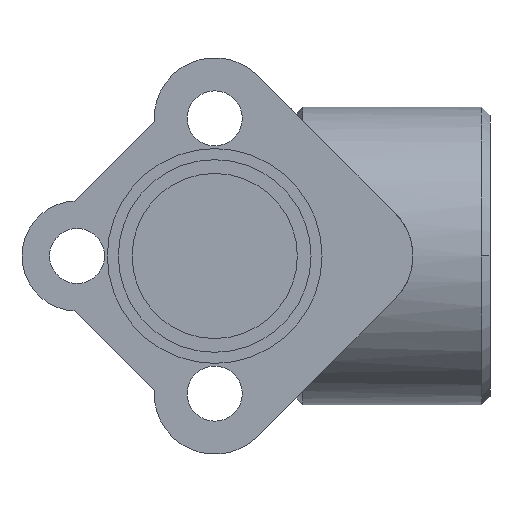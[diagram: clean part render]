
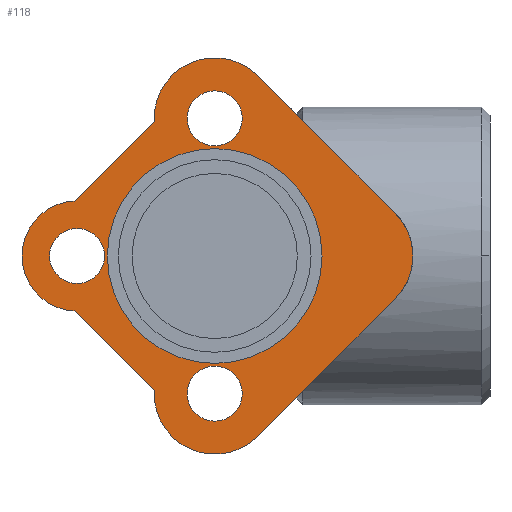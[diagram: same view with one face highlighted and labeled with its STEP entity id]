
A CAD part, front view. The second image highlights one B-rep face of the part: STEP entity #118.
In plain terms, the highlighted planar face has unit normal (0, -1, 0).
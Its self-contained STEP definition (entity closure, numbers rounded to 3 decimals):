
#118=ADVANCED_FACE('',(#212,#213,#214,#215,#216),#217,.F.);
#212=FACE_BOUND('',#310,.T.);
#213=FACE_BOUND('',#311,.T.);
#214=FACE_BOUND('',#312,.T.);
#215=FACE_BOUND('',#313,.T.);
#216=FACE_OUTER_BOUND('',#314,.T.);
#217=PLANE('',#315);
#310=EDGE_LOOP('',(#654,#655));
#311=EDGE_LOOP('',(#656,#657));
#312=EDGE_LOOP('',(#658,#659));
#313=EDGE_LOOP('',(#660,#661));
#314=EDGE_LOOP('',(#662,#663,#664,#665,#666,#667,#668,#669,#670,#671,#672));
#315=AXIS2_PLACEMENT_3D('',#673,#674,#675);
#654=ORIENTED_EDGE('',*,*,#740,.T.);
#655=ORIENTED_EDGE('',*,*,#739,.T.);
#656=ORIENTED_EDGE('',*,*,#746,.T.);
#657=ORIENTED_EDGE('',*,*,#727,.T.);
#658=ORIENTED_EDGE('',*,*,#748,.T.);
#659=ORIENTED_EDGE('',*,*,#723,.T.);
#660=ORIENTED_EDGE('',*,*,#750,.T.);
#661=ORIENTED_EDGE('',*,*,#719,.T.);
#662=ORIENTED_EDGE('',*,*,#777,.T.);
#663=ORIENTED_EDGE('',*,*,#687,.T.);
#664=ORIENTED_EDGE('',*,*,#780,.F.);
#665=ORIENTED_EDGE('',*,*,#789,.F.);
#666=ORIENTED_EDGE('',*,*,#679,.F.);
#667=ORIENTED_EDGE('',*,*,#788,.T.);
#668=ORIENTED_EDGE('',*,*,#786,.F.);
#669=ORIENTED_EDGE('',*,*,#784,.T.);
#670=ORIENTED_EDGE('',*,*,#681,.F.);
#671=ORIENTED_EDGE('',*,*,#783,.F.);
#672=ORIENTED_EDGE('',*,*,#781,.T.);
#673=CARTESIAN_POINT('',(7.5,0.,-7.5));
#674=DIRECTION('',(0.,1.0,0.));
#675=DIRECTION('',(0.707,0.0,0.707));
#679=EDGE_CURVE('',#795,#791,#797,.T.);
#681=EDGE_CURVE('',#798,#801,#802,.T.);
#687=EDGE_CURVE('',#807,#811,#813,.T.);
#719=EDGE_CURVE('',#868,#872,#874,.T.);
#723=EDGE_CURVE('',#876,#880,#882,.T.);
#727=EDGE_CURVE('',#884,#888,#890,.T.);
#739=EDGE_CURVE('',#908,#912,#914,.T.);
#740=EDGE_CURVE('',#912,#908,#915,.T.);
#746=EDGE_CURVE('',#888,#884,#921,.T.);
#748=EDGE_CURVE('',#880,#876,#923,.T.);
#750=EDGE_CURVE('',#872,#868,#925,.T.);
#777=EDGE_CURVE('',#962,#807,#963,.T.);
#780=EDGE_CURVE('',#965,#811,#967,.T.);
#781=EDGE_CURVE('',#968,#962,#969,.T.);
#783=EDGE_CURVE('',#968,#798,#971,.T.);
#784=EDGE_CURVE('',#972,#801,#973,.T.);
#786=EDGE_CURVE('',#972,#975,#976,.T.);
#788=EDGE_CURVE('',#795,#975,#978,.T.);
#789=EDGE_CURVE('',#791,#965,#979,.T.);
#791=VERTEX_POINT('',#981);
#795=VERTEX_POINT('',#986);
#797=CIRCLE('',#989,6.6);
#798=VERTEX_POINT('',#990);
#801=VERTEX_POINT('',#994);
#802=CIRCLE('',#995,6.6);
#807=VERTEX_POINT('',#1001);
#811=VERTEX_POINT('',#1006);
#813=CIRCLE('',#1009,6.0);
#868=VERTEX_POINT('',#1084);
#872=VERTEX_POINT('',#1089);
#874=CIRCLE('',#1092,3.0);
#876=VERTEX_POINT('',#1094);
#880=VERTEX_POINT('',#1099);
#882=CIRCLE('',#1102,3.0);
#884=VERTEX_POINT('',#1104);
#888=VERTEX_POINT('',#1109);
#890=CIRCLE('',#1112,3.0);
#908=VERTEX_POINT('',#1134);
#912=VERTEX_POINT('',#1139);
#914=CIRCLE('',#1142,11.7);
#915=CIRCLE('',#1143,11.7);
#921=CIRCLE('',#1149,3.0);
#923=CIRCLE('',#1151,3.0);
#925=CIRCLE('',#1153,3.0);
#962=VERTEX_POINT('',#1329);
#963=CIRCLE('',#1330,6.0);
#965=VERTEX_POINT('',#1333);
#967=LINE('',#1336,#1337);
#968=VERTEX_POINT('',#1338);
#969=LINE('',#1339,#1340);
#971=CIRCLE('',#1343,6.6);
#972=VERTEX_POINT('',#1344);
#973=LINE('',#1345,#1346);
#975=VERTEX_POINT('',#1349);
#976=CIRCLE('',#1350,6.6);
#978=LINE('',#1353,#1354);
#979=CIRCLE('',#1355,6.6);
#981=CARTESIAN_POINT('',(-4.667,0.,-19.667));
#986=CARTESIAN_POINT('',(4.667,0.,-19.667));
#989=AXIS2_PLACEMENT_3D('',#1361,#1362,#1363);
#990=CARTESIAN_POINT('',(-4.667,0.,19.667));
#994=CARTESIAN_POINT('',(4.667,0.,19.667));
#995=AXIS2_PLACEMENT_3D('',#1365,#1366,#1367);
#1001=CARTESIAN_POINT('',(-21.0,0.0,0.));
#1006=CARTESIAN_POINT('',(-15.217,0.0,-5.996));
#1009=AXIS2_PLACEMENT_3D('',#1377,#1378,#1379);
#1084=CARTESIAN_POINT('',(3.0,0.,-15.0));
#1089=CARTESIAN_POINT('',(-3.0,0.,-15.0));
#1092=AXIS2_PLACEMENT_3D('',#1444,#1445,#1446);
#1094=CARTESIAN_POINT('',(-15.0,0.,-3.0));
#1099=CARTESIAN_POINT('',(-15.0,0.,3.0));
#1102=AXIS2_PLACEMENT_3D('',#1452,#1453,#1454);
#1104=CARTESIAN_POINT('',(-3.0,0.,15.0));
#1109=CARTESIAN_POINT('',(3.0,0.,15.0));
#1112=AXIS2_PLACEMENT_3D('',#1460,#1461,#1462);
#1134=CARTESIAN_POINT('',(-11.7,0.,0.));
#1139=CARTESIAN_POINT('',(11.7,0.,0.));
#1142=AXIS2_PLACEMENT_3D('',#1484,#1485,#1486);
#1143=AXIS2_PLACEMENT_3D('',#1487,#1488,#1489);
#1149=AXIS2_PLACEMENT_3D('',#1505,#1506,#1507);
#1151=AXIS2_PLACEMENT_3D('',#1511,#1512,#1513);
#1153=AXIS2_PLACEMENT_3D('',#1517,#1518,#1519);
#1329=CARTESIAN_POINT('',(-15.217,0.0,5.996));
#1330=AXIS2_PLACEMENT_3D('',#1568,#1569,#1570);
#1333=CARTESIAN_POINT('',(-6.589,0.0,-14.624));
#1336=CARTESIAN_POINT('',(-10.607,0.0,-10.607));
#1337=VECTOR('',#1573,1.0);
#1338=CARTESIAN_POINT('',(-6.589,0.0,14.624));
#1339=CARTESIAN_POINT('',(-10.607,0.0,10.607));
#1340=VECTOR('',#1574,1.0);
#1343=AXIS2_PLACEMENT_3D('',#1576,#1577,#1578);
#1344=CARTESIAN_POINT('',(19.667,0.,4.667));
#1345=CARTESIAN_POINT('',(19.667,0.,4.667));
#1346=VECTOR('',#1579,1.0);
#1349=CARTESIAN_POINT('',(19.667,0.,-4.667));
#1350=AXIS2_PLACEMENT_3D('',#1581,#1582,#1583);
#1353=CARTESIAN_POINT('',(4.667,0.,-19.667));
#1354=VECTOR('',#1585,1.0);
#1355=AXIS2_PLACEMENT_3D('',#1586,#1587,#1588);
#1361=CARTESIAN_POINT('',(0.,0.,-15.0));
#1362=DIRECTION('',(0.,1.0,0.));
#1363=DIRECTION('',(0.707,0.0,0.707));
#1365=CARTESIAN_POINT('',(0.,0.,15.0));
#1366=DIRECTION('',(0.,1.0,0.));
#1367=DIRECTION('',(-0.707,0.0,0.707));
#1377=CARTESIAN_POINT('',(-15.0,0.0,0.0));
#1378=DIRECTION('',(0.0,-1.0,0.0));
#1379=DIRECTION('',(1.0,0.0,0.0));
#1444=CARTESIAN_POINT('',(0.0,0.0,-15.0));
#1445=DIRECTION('',(0.,1.0,0.));
#1446=DIRECTION('',(1.0,0.,0.));
#1452=CARTESIAN_POINT('',(-15.0,0.0,0.));
#1453=DIRECTION('',(0.,1.0,0.));
#1454=DIRECTION('',(0.,0.,-1.0));
#1460=CARTESIAN_POINT('',(0.,0.0,15.0));
#1461=DIRECTION('',(0.,1.0,0.));
#1462=DIRECTION('',(-1.0,0.,0.));
#1484=CARTESIAN_POINT('',(0.0,0.,0.0));
#1485=DIRECTION('',(0.,1.0,0.));
#1486=DIRECTION('',(-1.0,0.,0.));
#1487=CARTESIAN_POINT('',(0.0,0.,0.0));
#1488=DIRECTION('',(0.,1.0,0.));
#1489=DIRECTION('',(-1.0,0.,0.));
#1505=CARTESIAN_POINT('',(0.,0.0,15.0));
#1506=DIRECTION('',(0.,1.0,0.));
#1507=DIRECTION('',(-1.0,0.,0.));
#1511=CARTESIAN_POINT('',(-15.0,0.0,0.));
#1512=DIRECTION('',(0.,1.0,0.));
#1513=DIRECTION('',(0.,0.,-1.0));
#1517=CARTESIAN_POINT('',(0.0,0.0,-15.0));
#1518=DIRECTION('',(0.,1.0,0.));
#1519=DIRECTION('',(1.0,0.,0.));
#1568=CARTESIAN_POINT('',(-15.0,0.0,0.0));
#1569=DIRECTION('',(0.0,-1.0,0.0));
#1570=DIRECTION('',(1.0,0.0,0.0));
#1573=DIRECTION('',(-0.707,0.0,0.707));
#1574=DIRECTION('',(-0.707,0.0,-0.707));
#1576=CARTESIAN_POINT('',(0.,0.,15.0));
#1577=DIRECTION('',(0.,1.0,0.));
#1578=DIRECTION('',(-0.707,0.0,0.707));
#1579=DIRECTION('',(-0.707,0.,0.707));
#1581=CARTESIAN_POINT('',(15.0,0.,0.0));
#1582=DIRECTION('',(0.,1.0,0.));
#1583=DIRECTION('',(0.707,0.0,0.707));
#1585=DIRECTION('',(0.707,0.,0.707));
#1586=CARTESIAN_POINT('',(0.,0.,-15.0));
#1587=DIRECTION('',(0.,1.0,0.));
#1588=DIRECTION('',(0.707,0.0,0.707));
